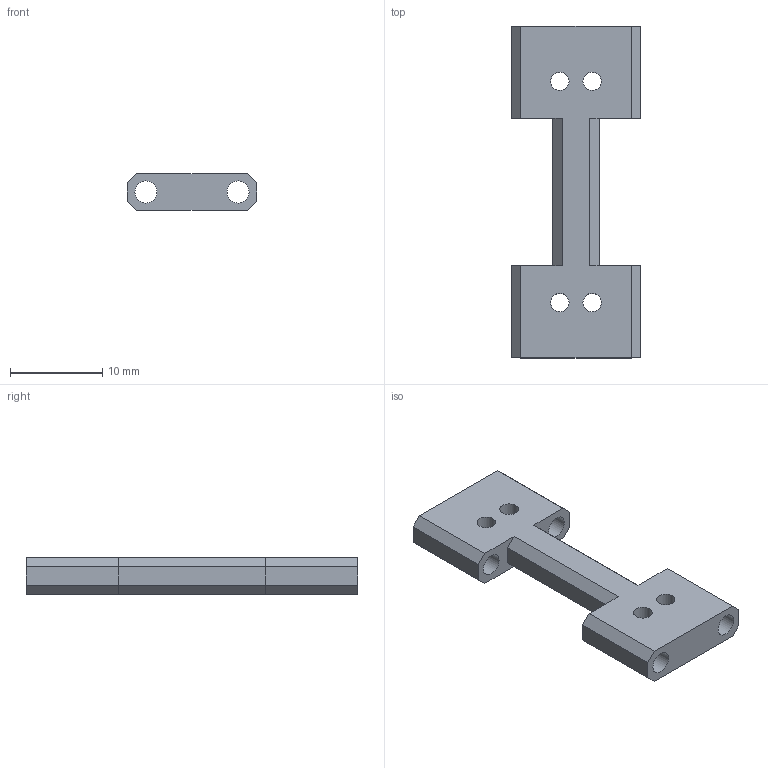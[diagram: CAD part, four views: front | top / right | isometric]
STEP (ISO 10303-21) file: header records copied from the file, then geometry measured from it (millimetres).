
FILE_DESCRIPTION(('FreeCAD Model'),'2;1');
FILE_NAME( 'bracelet_close.step', '2020-06-29T22:20:55',('Author'),(''), 'Open CASCADE STEP processor 7.3','FreeCAD','Unknown');
FILE_SCHEMA(('AUTOMOTIVE_DESIGN { 1 0 10303 214 1 1 1 1 }'));
Length unit declared in the file: millimetre
Products named in the file (1): MultiTransform
Bounding box: 14 x 36 x 4 mm (x, y, z)
Volume: 1136.8 mm3; surface area: 1444.4 mm2
Topology: 1 solids, 1 shells, 34 faces, 104 edges, 72 vertices
Faces by surface type: plane 26, cylinder 8
Full cylindrical faces by diameter (mm): 2 x4, 2.4 x4
Entity records: 1221 total; most frequent: CARTESIAN_POINT 211, ORIENTED_EDGE 208, DIRECTION 190, EDGE_CURVE 104, LINE 88, VECTOR 88, VERTEX_POINT 72, AXIS2_PLACEMENT_3D 51
